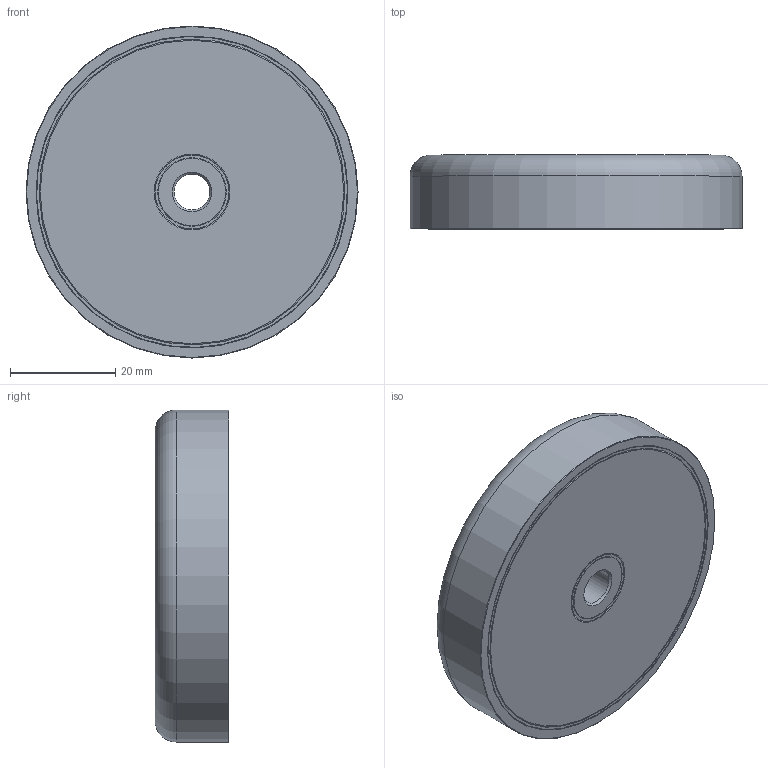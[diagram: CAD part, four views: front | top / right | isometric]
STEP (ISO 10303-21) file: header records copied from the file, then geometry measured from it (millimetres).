
FILE_DESCRIPTION(/* description */ (''),/* implementation_level */ '2;1');
FILE_NAME(/* name */ 'GM16655-.stp',/* time_stamp */ '2020-03-04T09:16:36+01:00',/* author */ ('pb'),/* organization */ (''),/* preprocessor_version */ 'ST-DEVELOPER v17.2',/* originating_system */ 'Autodesk Inventor 2019',/* authorisation */ '');
FILE_SCHEMA (('AUTOMOTIVE_DESIGN { 1 0 10303 214 3 1 1 }'));
Length unit declared in the file: millimetre
Products named in the file (5): GM16655; E0129708; E0129710; E0129709; E0129717
Assembly tree (4 placements, depth 2):
  GM16655
    E0129708
    E0129710
    E0129709
    E0129717
Bounding box: 63 x 14 x 63 mm (x, y, z)
Volume: 42433.5 mm3; surface area: 22958.5 mm2
Topology: 4 solids, 4 shells, 32 faces, 77 edges, 53 vertices
Faces by surface type: cylinder 10, torus 9, plane 8, cone 5
Full cylindrical faces by diameter (mm): 6.75 x1, 13 x2, 14 x2, 58 x2, 59 x2, 63 x1
Entity records: 1198 total; most frequent: DIRECTION 221, CARTESIAN_POINT 171, ORIENTED_EDGE 154, AXIS2_PLACEMENT_3D 103, EDGE_CURVE 77, CIRCLE 62, VERTEX_POINT 53, EDGE_LOOP 40
